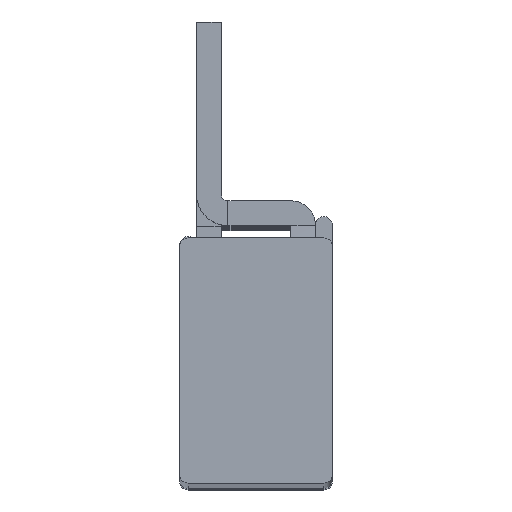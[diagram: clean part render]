
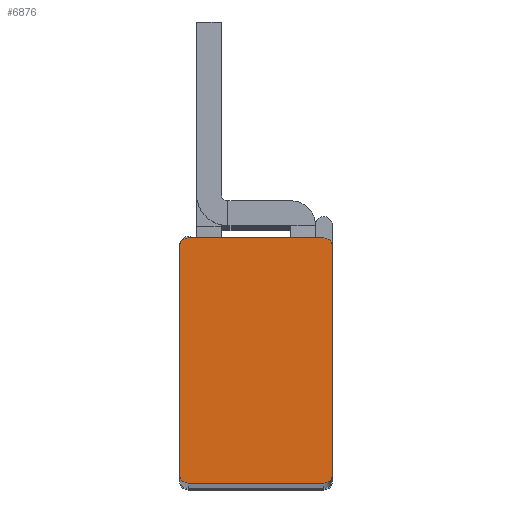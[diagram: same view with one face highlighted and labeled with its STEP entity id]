
A CAD part, top view. The second image highlights one B-rep face of the part: STEP entity #6876.
In plain terms, the highlighted planar face has unit normal (0, 0, 1).
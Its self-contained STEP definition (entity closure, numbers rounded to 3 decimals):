
#212=CIRCLE('',#7227,0.5);
#229=CIRCLE('',#7267,0.5);
#230=CIRCLE('',#7268,0.5);
#231=CIRCLE('',#7269,0.5);
#1365=ORIENTED_EDGE('',*,*,#2359,.T.);
#1366=ORIENTED_EDGE('',*,*,#2360,.F.);
#1367=ORIENTED_EDGE('',*,*,#2361,.T.);
#1368=ORIENTED_EDGE('',*,*,#2362,.F.);
#1369=ORIENTED_EDGE('',*,*,#2363,.T.);
#1370=ORIENTED_EDGE('',*,*,#2316,.F.);
#1371=ORIENTED_EDGE('',*,*,#2265,.T.);
#1372=ORIENTED_EDGE('',*,*,#2364,.F.);
#2265=EDGE_CURVE('',#2833,#2832,#212,.T.);
#2316=EDGE_CURVE('',#2833,#2861,#3390,.T.);
#2359=EDGE_CURVE('',#2889,#2890,#229,.T.);
#2360=EDGE_CURVE('',#2891,#2890,#3423,.T.);
#2361=EDGE_CURVE('',#2891,#2892,#230,.T.);
#2362=EDGE_CURVE('',#2893,#2892,#3424,.T.);
#2363=EDGE_CURVE('',#2893,#2861,#231,.T.);
#2364=EDGE_CURVE('',#2889,#2832,#3425,.T.);
#2832=VERTEX_POINT('',#9874);
#2833=VERTEX_POINT('',#9876);
#2861=VERTEX_POINT('',#9990);
#2889=VERTEX_POINT('',#10073);
#2890=VERTEX_POINT('',#10074);
#2891=VERTEX_POINT('',#10076);
#2892=VERTEX_POINT('',#10078);
#2893=VERTEX_POINT('',#10080);
#3390=LINE('',#9989,#3952);
#3423=LINE('',#10075,#3985);
#3424=LINE('',#10079,#3986);
#3425=LINE('',#10082,#3987);
#3952=VECTOR('',#8402,1000.);
#3985=VECTOR('',#8481,1000.);
#3986=VECTOR('',#8484,1000.);
#3987=VECTOR('',#8487,1000.);
#4286=EDGE_LOOP('',(#1365,#1366,#1367,#1368,#1369,#1370,#1371,#1372));
#4562=FACE_BOUND('',#4286,.T.);
#4783=PLANE('',#7266);
#6876=ADVANCED_FACE('',(#4562),#4783,.T.);
#7227=AXIS2_PLACEMENT_3D('',#9875,#8328,#8329);
#7266=AXIS2_PLACEMENT_3D('',#10071,#8477,#8478);
#7267=AXIS2_PLACEMENT_3D('',#10072,#8479,#8480);
#7268=AXIS2_PLACEMENT_3D('',#10077,#8482,#8483);
#7269=AXIS2_PLACEMENT_3D('',#10081,#8485,#8486);
#8328=DIRECTION('',(0.,0.,1.));
#8329=DIRECTION('',(0.,1.,0.));
#8402=DIRECTION('',(1.,0.,0.));
#8477=DIRECTION('',(0.,0.,1.));
#8478=DIRECTION('',(0.,1.,0.));
#8479=DIRECTION('',(0.,0.,1.));
#8480=DIRECTION('',(0.,1.,0.));
#8481=DIRECTION('',(-1.,0.,0.));
#8482=DIRECTION('',(0.,0.,1.));
#8483=DIRECTION('',(0.,1.,0.));
#8484=DIRECTION('',(0.,-1.,0.));
#8485=DIRECTION('',(0.,0.,1.));
#8486=DIRECTION('',(0.,1.,0.));
#8487=DIRECTION('',(0.,1.,0.));
#9874=CARTESIAN_POINT('',(-3.196,14.2,241.));
#9875=CARTESIAN_POINT('',(-2.696,14.2,241.));
#9876=CARTESIAN_POINT('',(-2.696,14.7,241.));
#9989=CARTESIAN_POINT('',(-2.696,14.7,241.));
#9990=CARTESIAN_POINT('',(5.504,14.7,241.));
#10071=CARTESIAN_POINT('',(-2.696,0.4,241.));
#10072=CARTESIAN_POINT('',(-2.696,0.4,241.));
#10073=CARTESIAN_POINT('',(-3.196,0.4,241.));
#10074=CARTESIAN_POINT('',(-2.696,-0.1,241.));
#10075=CARTESIAN_POINT('',(5.504,-0.1,241.));
#10076=CARTESIAN_POINT('',(5.504,-0.1,241.));
#10077=CARTESIAN_POINT('',(5.504,0.4,241.));
#10078=CARTESIAN_POINT('',(6.004,0.4,241.));
#10079=CARTESIAN_POINT('',(6.004,14.2,241.));
#10080=CARTESIAN_POINT('',(6.004,14.2,241.));
#10081=CARTESIAN_POINT('',(5.504,14.2,241.));
#10082=CARTESIAN_POINT('',(-3.196,0.4,241.));
